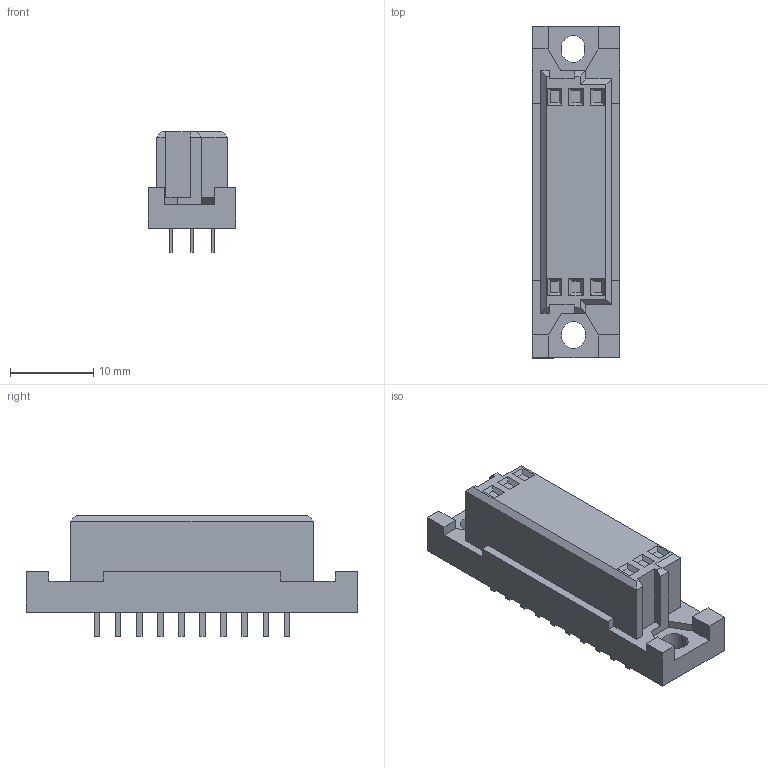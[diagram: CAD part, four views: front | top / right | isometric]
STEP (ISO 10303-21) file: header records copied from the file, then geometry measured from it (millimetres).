
FILE_DESCRIPTION((''),'2;1');
FILE_NAME('HARTING_09 25 230 6824.stp','2013-02-12T13:08:43',(''),(''),'Mechanical Desktop 2011','Mechanical Desktop 2011',', , ');
FILE_SCHEMA(('AUTOMOTIVE_DESIGN { 1 2 10303 214 1 1 1 1 }'));
Length unit declared in the file: millimetre
Products named in the file (1): Product
Bounding box: 10.5 x 39.9 x 14.5 mm (x, y, z)
Volume: 3397.1 mm3; surface area: 2099.5 mm2
Topology: 31 solids, 31 shells, 278 faces, 617 edges, 407 vertices
Faces by surface type: bspline 180, plane 94, cylinder 4
Entity records: 7535 total; most frequent: CARTESIAN_POINT 1843, ORIENTED_EDGE 1234, DIRECTION 823, EDGE_CURVE 617, VECTOR 609, LINE 609, VERTEX_POINT 407, EDGE_LOOP 288
